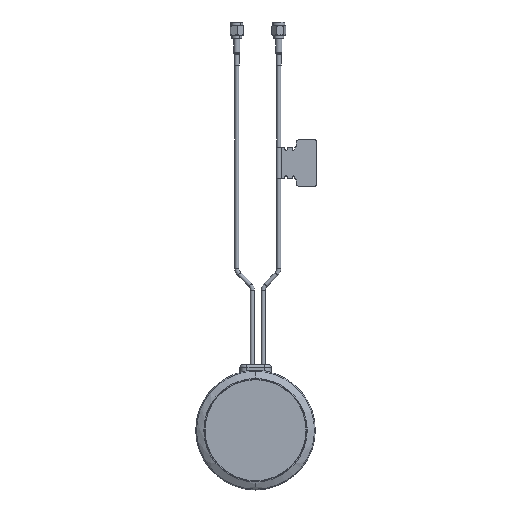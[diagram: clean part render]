
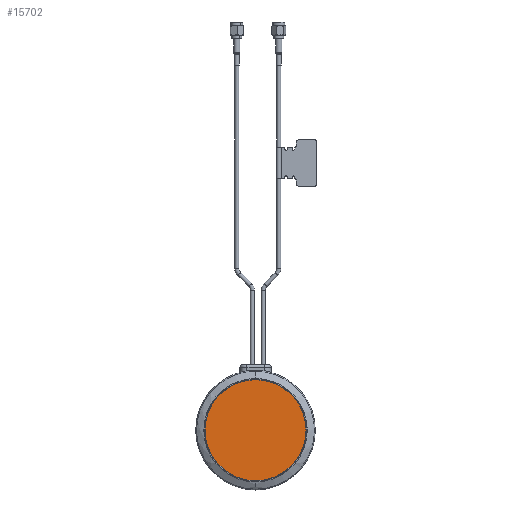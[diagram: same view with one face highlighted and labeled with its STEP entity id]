
A CAD part, front view. The second image highlights one B-rep face of the part: STEP entity #15702.
In plain terms, the highlighted planar face has unit normal (0, -1, 0).
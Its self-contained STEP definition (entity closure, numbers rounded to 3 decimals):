
#1544 = FACE_OUTER_BOUND ( 'NONE', #24334, .T. ) ;
#2074 = VERTEX_POINT ( 'NONE', #4389 ) ;
#3756 = PLANE ( 'NONE',  #9619 ) ;
#4389 = CARTESIAN_POINT ( 'NONE',  ( 0., -11.65, 32.498 ) ) ;
#4931 = AXIS2_PLACEMENT_3D ( 'NONE', #8692, #18648, #22691 ) ;
#5751 = CARTESIAN_POINT ( 'NONE',  ( 0., -11.65, 0. ) ) ;
#5759 = VERTEX_POINT ( 'NONE', #21042 ) ;
#6064 = CIRCLE ( 'NONE', #9268, 32.498 ) ;
#7780 = DIRECTION ( 'NONE',  ( 0., 0., -1. ) ) ;
#8692 = CARTESIAN_POINT ( 'NONE',  ( 0., -11.65, 0. ) ) ;
#9268 = AXIS2_PLACEMENT_3D ( 'NONE', #23114, #10962, #12970 ) ;
#9619 = AXIS2_PLACEMENT_3D ( 'NONE', #5751, #19866, #7780 ) ;
#10962 = DIRECTION ( 'NONE',  ( 0., -1., 0. ) ) ;
#12970 = DIRECTION ( 'NONE',  ( 0., 0., -1. ) ) ;
#13807 = ORIENTED_EDGE ( 'NONE', *, *, #16371, .T. ) ;
#14278 = CIRCLE ( 'NONE', #4931, 32.498 ) ;
#15702 = ADVANCED_FACE ( 'NONE', ( #1544 ), #3756, .T. ) ;
#16371 = EDGE_CURVE ( 'NONE', #5759, #2074, #14278, .T. ) ;
#18017 = ORIENTED_EDGE ( 'NONE', *, *, #21581, .T. ) ;
#18648 = DIRECTION ( 'NONE',  ( 0., -1., 0. ) ) ;
#19866 = DIRECTION ( 'NONE',  ( 0., -1., 0. ) ) ;
#21042 = CARTESIAN_POINT ( 'NONE',  ( 0., -11.65, -32.498 ) ) ;
#21581 = EDGE_CURVE ( 'NONE', #2074, #5759, #6064, .T. ) ;
#22691 = DIRECTION ( 'NONE',  ( 0., 0., -1. ) ) ;
#23114 = CARTESIAN_POINT ( 'NONE',  ( 0., -11.65, 0. ) ) ;
#24334 = EDGE_LOOP ( 'NONE', ( #18017, #13807 ) ) ;
